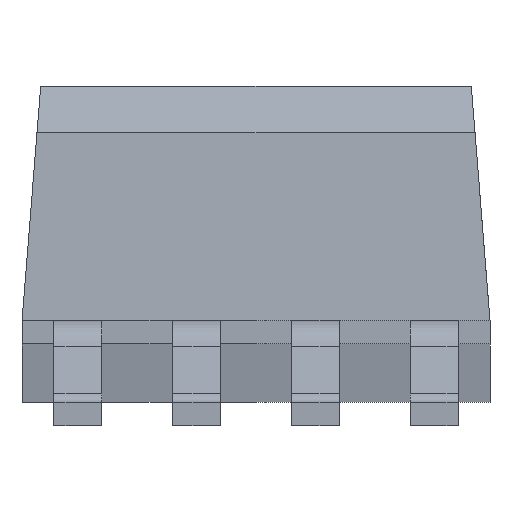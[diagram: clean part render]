
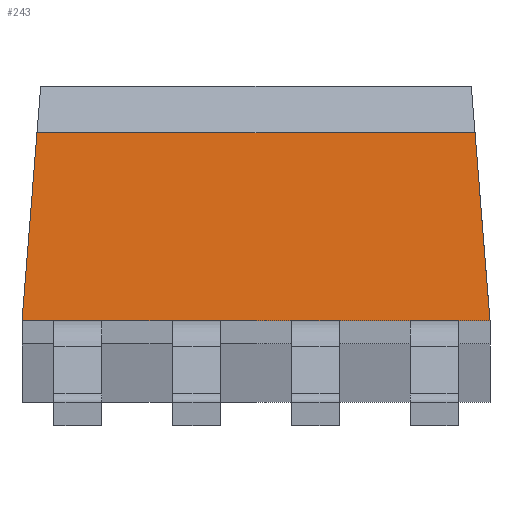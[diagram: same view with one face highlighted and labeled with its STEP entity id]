
A CAD part, left-side view. The second image highlights one B-rep face of the part: STEP entity #243.
In plain terms, the highlighted planar face has unit normal (-0.997, 0, 0.08).
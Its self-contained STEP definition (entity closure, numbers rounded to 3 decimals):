
#148=CARTESIAN_POINT('',(-1.84,2.34,3.132));
#149=VERTEX_POINT('',#148);
#156=CARTESIAN_POINT('',(-1.84,-2.34,3.132));
#157=VERTEX_POINT('',#156);
#158=CARTESIAN_POINT('',(-1.84,2.34,3.132));
#159=DIRECTION('',(0.0,-1.0,0.0));
#160=VECTOR('',#159,4.68);
#161=LINE('',#158,#160);
#162=EDGE_CURVE('',#149,#157,#161,.T.);
#187=CARTESIAN_POINT('',(-2.,-2.5,1.125));
#188=VERTEX_POINT('',#187);
#189=CARTESIAN_POINT('',(-1.84,-2.34,3.132));
#190=DIRECTION('',(-0.079,-0.079,-0.994));
#191=VECTOR('',#190,2.019);
#192=LINE('',#189,#191);
#193=EDGE_CURVE('',#157,#188,#192,.T.);
#220=CARTESIAN_POINT('',(-1.9,0.0,2.377));
#221=DIRECTION('',(-0.997,0.0,0.08));
#222=DIRECTION('',(0.08,0.0,0.997));
#223=AXIS2_PLACEMENT_3D('',#220,#221,#222);
#224=PLANE('',#223);
#225=ORIENTED_EDGE('',*,*,#162,.F.);
#226=CARTESIAN_POINT('',(-2.,2.5,1.125));
#227=VERTEX_POINT('',#226);
#228=CARTESIAN_POINT('',(-1.84,2.34,3.132));
#229=DIRECTION('',(-0.079,0.079,-0.994));
#230=VECTOR('',#229,2.019);
#231=LINE('',#228,#230);
#232=EDGE_CURVE('',#149,#227,#231,.T.);
#233=ORIENTED_EDGE('',*,*,#232,.T.);
#234=CARTESIAN_POINT('',(-2.,2.5,1.125));
#235=DIRECTION('',(0.0,-1.0,0.0));
#236=VECTOR('',#235,5.0);
#237=LINE('',#234,#236);
#238=EDGE_CURVE('',#227,#188,#237,.T.);
#239=ORIENTED_EDGE('',*,*,#238,.T.);
#240=ORIENTED_EDGE('',*,*,#193,.F.);
#241=EDGE_LOOP('',(#225,#233,#239,#240));
#242=FACE_OUTER_BOUND('',#241,.T.);
#243=ADVANCED_FACE('',(#242),#224,.T.);
